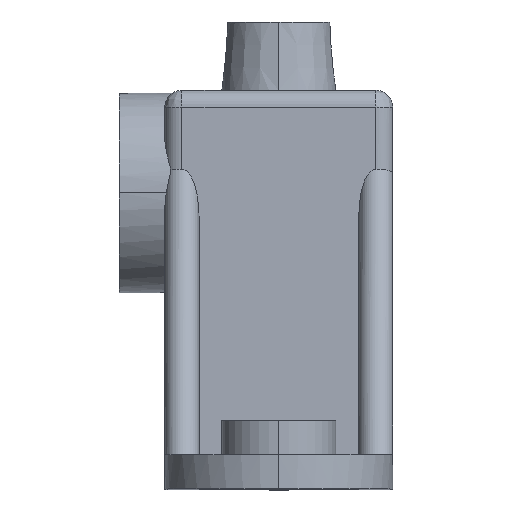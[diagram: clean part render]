
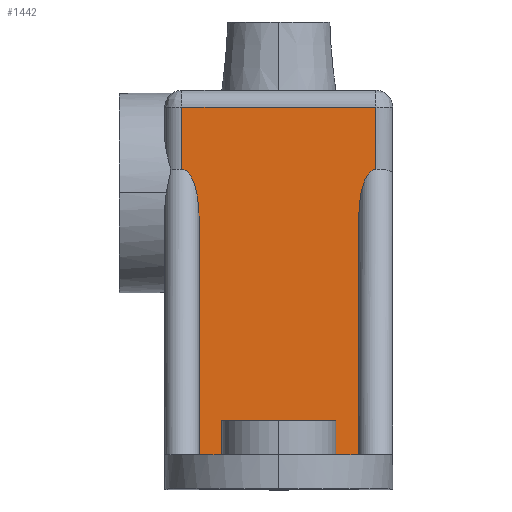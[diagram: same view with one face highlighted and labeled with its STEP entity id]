
A CAD part, top view. The second image highlights one B-rep face of the part: STEP entity #1442.
In plain terms, the highlighted planar face has unit normal (0, 0.018, 1).
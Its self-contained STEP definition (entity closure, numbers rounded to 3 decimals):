
#11 = CARTESIAN_POINT ( 'NONE',  ( 10., 4.5, -22.244 ) ) ;
#31 = CARTESIAN_POINT ( 'NONE',  ( 1.5, 32.026, -22.724 ) ) ;
#33 = LINE ( 'NONE', #2254, #550 ) ;
#40 = ORIENTED_EDGE ( 'NONE', *, *, #1567, .T. ) ;
#76 = VERTEX_POINT ( 'NONE', #31 ) ;
#148 = ORIENTED_EDGE ( 'NONE', *, *, #1831, .T. ) ;
#190 = EDGE_CURVE ( 'NONE', #2196, #76, #1225, .T. ) ;
#191 = VERTEX_POINT ( 'NONE', #327 ) ;
#194 = CARTESIAN_POINT ( 'NONE',  ( 15., 1.5, -22.191 ) ) ;
#253 = VECTOR ( 'NONE', #1548, 1000. ) ;
#263 = DIRECTION ( 'NONE',  ( 1., 0., 0. ) ) ;
#276 = EDGE_CURVE ( 'NONE', #1315, #2058, #1653, .T. ) ;
#327 = CARTESIAN_POINT ( 'NONE',  ( 15., 4.5, -22.244 ) ) ;
#345 = AXIS2_PLACEMENT_3D ( 'NONE', #2048, #2089, #2334 ) ;
#348 = CARTESIAN_POINT ( 'NONE',  ( 18.5, 26.57, -22.629 ) ) ;
#462 = LINE ( 'NONE', #1543, #1189 ) ;
#489 = CARTESIAN_POINT ( 'NONE',  ( 10., 32.026, -22.724 ) ) ;
#503 = CARTESIAN_POINT ( 'NONE',  ( 10., 1.5, -22.191 ) ) ;
#519 = DIRECTION ( 'NONE',  ( -1., 0., 0. ) ) ;
#550 = VECTOR ( 'NONE', #674, 1000. ) ;
#553 = EDGE_CURVE ( 'NONE', #1765, #2546, #462, .T. ) ;
#587 = LINE ( 'NONE', #742, #715 ) ;
#607 = ORIENTED_EDGE ( 'NONE', *, *, #1083, .T. ) ;
#660 = EDGE_CURVE ( 'NONE', #2196, #1904, #33, .T. ) ;
#674 = DIRECTION ( 'NONE',  ( 0., -1., 0.017 ) ) ;
#715 = VECTOR ( 'NONE', #1881, 1000. ) ;
#742 = CARTESIAN_POINT ( 'NONE',  ( 17., 1.5, -22.191 ) ) ;
#748 = LINE ( 'NONE', #1430, #253 ) ;
#790 = EDGE_CURVE ( 'NONE', #1887, #191, #1259, .T. ) ;
#870 = ORIENTED_EDGE ( 'NONE', *, *, #1355, .T. ) ;
#932 = CARTESIAN_POINT ( 'NONE',  ( 3., 22.385, -22.556 ) ) ;
#936 = ORIENTED_EDGE ( 'NONE', *, *, #790, .T. ) ;
#938 = CARTESIAN_POINT ( 'NONE',  ( 17., 22.385, -22.556 ) ) ;
#966 = CARTESIAN_POINT ( 'NONE',  ( 3., 24.837, -22.599 ) ) ;
#975 = CARTESIAN_POINT ( 'NONE',  ( 2.379, 26.57, -22.629 ) ) ;
#981 = CARTESIAN_POINT ( 'NONE',  ( 1.5, 26.57, -22.629 ) ) ;
#996 = VERTEX_POINT ( 'NONE', #2532 ) ;
#1000 = CARTESIAN_POINT ( 'NONE',  ( 3., 22.385, -22.556 ) ) ;
#1083 = EDGE_CURVE ( 'NONE', #2253, #1549, #1287, .T. ) ;
#1189 = VECTOR ( 'NONE', #2287, 1000. ) ;
#1216 = CARTESIAN_POINT ( 'NONE',  ( 3., 1.5, -22.191 ) ) ;
#1225 = LINE ( 'NONE', #489, #2229 ) ;
#1259 = LINE ( 'NONE', #11, #1602 ) ;
#1287 = LINE ( 'NONE', #503, #2353 ) ;
#1315 = VERTEX_POINT ( 'NONE', #1966 ) ;
#1339 = ORIENTED_EDGE ( 'NONE', *, *, #1387, .T. ) ;
#1355 = EDGE_CURVE ( 'NONE', #996, #1904, #2003, .T. ) ;
#1361 = LINE ( 'NONE', #1918, #1400 ) ;
#1371 = CARTESIAN_POINT ( 'NONE',  ( 18.5, 32.026, -22.724 ) ) ;
#1387 = EDGE_CURVE ( 'NONE', #191, #2253, #2157, .T. ) ;
#1391 = CARTESIAN_POINT ( 'NONE',  ( 5., 4.5, -22.244 ) ) ;
#1400 = VECTOR ( 'NONE', #1946, 1000. ) ;
#1420 = ORIENTED_EDGE ( 'NONE', *, *, #276, .T. ) ;
#1430 = CARTESIAN_POINT ( 'NONE',  ( 3., 1.5, -22.191 ) ) ;
#1442 = ADVANCED_FACE ( 'NONE', ( #1535 ), #2055, .T. ) ;
#1512 = CARTESIAN_POINT ( 'NONE',  ( 17., 1.5, -22.191 ) ) ;
#1535 = FACE_OUTER_BOUND ( 'NONE', #2365, .T. ) ;
#1543 = CARTESIAN_POINT ( 'NONE',  ( 10., 1.5, -22.191 ) ) ;
#1548 = DIRECTION ( 'NONE',  ( 0., -1., 0.017 ) ) ;
#1549 = VERTEX_POINT ( 'NONE', #1512 ) ;
#1567 = EDGE_CURVE ( 'NONE', #2058, #1765, #748, .T. ) ;
#1570 = LINE ( 'NONE', #2535, #1860 ) ;
#1602 = VECTOR ( 'NONE', #2035, 1000. ) ;
#1637 = EDGE_CURVE ( 'NONE', #1549, #996, #587, .T. ) ;
#1653 =( BOUNDED_CURVE ( )  B_SPLINE_CURVE ( 3, ( #981, #975, #966, #1000 ),
 .UNSPECIFIED., .F., .T. ) 
 B_SPLINE_CURVE_WITH_KNOTS ( ( 4, 4 ),
 ( 3.142, 4.712 ),
 .UNSPECIFIED. ) 
 CURVE ( )  GEOMETRIC_REPRESENTATION_ITEM ( )  RATIONAL_B_SPLINE_CURVE ( ( 1., 0.805, 0.805, 1. ) ) 
 REPRESENTATION_ITEM ( '' )  );
#1693 = ORIENTED_EDGE ( 'NONE', *, *, #190, .T. ) ;
#1765 = VERTEX_POINT ( 'NONE', #1216 ) ;
#1807 = ORIENTED_EDGE ( 'NONE', *, *, #1637, .T. ) ;
#1810 = CARTESIAN_POINT ( 'NONE',  ( 5., 1.5, -22.191 ) ) ;
#1831 = EDGE_CURVE ( 'NONE', #2546, #1887, #1361, .T. ) ;
#1860 = VECTOR ( 'NONE', #2558, 1000. ) ;
#1881 = DIRECTION ( 'NONE',  ( 0., 1., -0.017 ) ) ;
#1887 = VERTEX_POINT ( 'NONE', #1391 ) ;
#1903 = ORIENTED_EDGE ( 'NONE', *, *, #660, .F. ) ;
#1904 = VERTEX_POINT ( 'NONE', #348 ) ;
#1918 = CARTESIAN_POINT ( 'NONE',  ( 5., 1.5, -22.191 ) ) ;
#1946 = DIRECTION ( 'NONE',  ( 0., 1., -0.017 ) ) ;
#1966 = CARTESIAN_POINT ( 'NONE',  ( 1.5, 26.57, -22.629 ) ) ;
#2003 =( BOUNDED_CURVE ( )  B_SPLINE_CURVE ( 3, ( #938, #2401, #2393, #2382 ),
 .UNSPECIFIED., .F., .F. ) 
 B_SPLINE_CURVE_WITH_KNOTS ( ( 4, 4 ),
 ( 1.571, 3.142 ),
 .UNSPECIFIED. ) 
 CURVE ( )  GEOMETRIC_REPRESENTATION_ITEM ( )  RATIONAL_B_SPLINE_CURVE ( ( 1., 0.805, 0.805, 1. ) ) 
 REPRESENTATION_ITEM ( '' )  );
#2018 = VECTOR ( 'NONE', #2399, 1000. ) ;
#2035 = DIRECTION ( 'NONE',  ( 1., 0., 0. ) ) ;
#2048 = CARTESIAN_POINT ( 'NONE',  ( 10., 1.5, -22.191 ) ) ;
#2055 = PLANE ( 'NONE',  #345 ) ;
#2058 = VERTEX_POINT ( 'NONE', #932 ) ;
#2089 = DIRECTION ( 'NONE',  ( 0., 0.017, 1. ) ) ;
#2157 = LINE ( 'NONE', #2416, #2018 ) ;
#2179 = EDGE_CURVE ( 'NONE', #76, #1315, #1570, .T. ) ;
#2196 = VERTEX_POINT ( 'NONE', #1371 ) ;
#2229 = VECTOR ( 'NONE', #519, 1000. ) ;
#2253 = VERTEX_POINT ( 'NONE', #194 ) ;
#2254 = CARTESIAN_POINT ( 'NONE',  ( 18.5, 35.638, -22.787 ) ) ;
#2278 = ORIENTED_EDGE ( 'NONE', *, *, #2179, .T. ) ;
#2287 = DIRECTION ( 'NONE',  ( 1., 0., 0. ) ) ;
#2334 = DIRECTION ( 'NONE',  ( 0., -1., 0.017 ) ) ;
#2353 = VECTOR ( 'NONE', #263, 1000. ) ;
#2365 = EDGE_LOOP ( 'NONE', ( #870, #1903, #1693, #2278, #1420, #40, #2377, #148, #936, #1339, #607, #1807 ) ) ;
#2377 = ORIENTED_EDGE ( 'NONE', *, *, #553, .T. ) ;
#2382 = CARTESIAN_POINT ( 'NONE',  ( 18.5, 26.57, -22.629 ) ) ;
#2393 = CARTESIAN_POINT ( 'NONE',  ( 17.621, 26.57, -22.629 ) ) ;
#2399 = DIRECTION ( 'NONE',  ( 0., -1., 0.017 ) ) ;
#2401 = CARTESIAN_POINT ( 'NONE',  ( 17., 24.837, -22.599 ) ) ;
#2416 = CARTESIAN_POINT ( 'NONE',  ( 15., 1.5, -22.191 ) ) ;
#2532 = CARTESIAN_POINT ( 'NONE',  ( 17., 22.385, -22.556 ) ) ;
#2535 = CARTESIAN_POINT ( 'NONE',  ( 1.5, 1.5, -22.191 ) ) ;
#2546 = VERTEX_POINT ( 'NONE', #1810 ) ;
#2558 = DIRECTION ( 'NONE',  ( 0., -1., 0.017 ) ) ;
